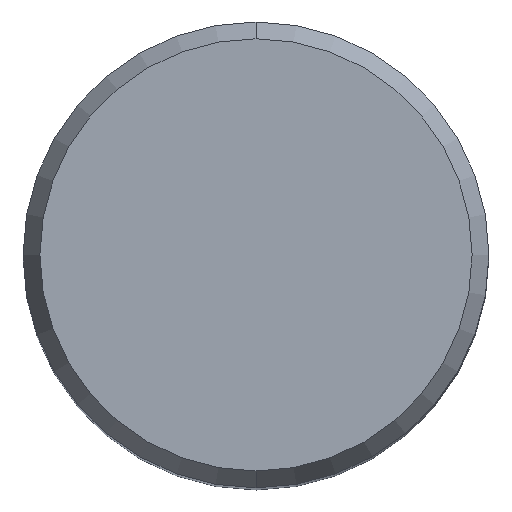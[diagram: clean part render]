
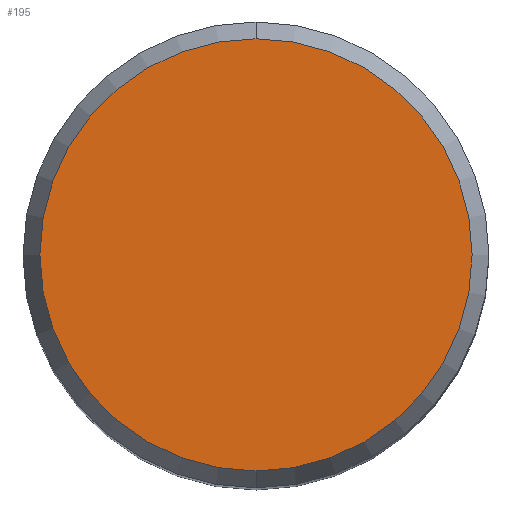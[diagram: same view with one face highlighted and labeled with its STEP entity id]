
A CAD part, top view. The second image highlights one B-rep face of the part: STEP entity #195.
In plain terms, the highlighted planar face has unit normal (0, 0, 1).
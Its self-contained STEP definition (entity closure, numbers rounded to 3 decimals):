
#113=EDGE_CURVE('',#207,#147,#266,.T.);
#135=EDGE_CURVE('',#147,#207,#289,.T.);
#147=VERTEX_POINT('',#301);
#195=ADVANCED_FACE('',(#358),#359,.T.);
#207=VERTEX_POINT('',#372);
#266=CIRCLE('',#432,8.837);
#289=CIRCLE('',#464,8.837);
#301=CARTESIAN_POINT('',(0.0,8.837,0.0));
#358=FACE_OUTER_BOUND('',#550,.T.);
#359=PLANE('',#551);
#372=CARTESIAN_POINT('',(0.,-8.837,0.0));
#432=AXIS2_PLACEMENT_3D('',#620,#621,#622);
#464=AXIS2_PLACEMENT_3D('',#639,#640,#641);
#550=EDGE_LOOP('',(#738,#739));
#551=AXIS2_PLACEMENT_3D('',#740,#741,#742);
#620=CARTESIAN_POINT('',(0.0,0.0,0.0));
#621=DIRECTION('',(0.0,0.0,-1.0));
#622=DIRECTION('',(0.0,1.0,0.0));
#639=CARTESIAN_POINT('',(0.0,0.0,0.0));
#640=DIRECTION('',(0.0,0.0,-1.0));
#641=DIRECTION('',(0.0,1.0,0.0));
#738=ORIENTED_EDGE('',*,*,#135,.F.);
#739=ORIENTED_EDGE('',*,*,#113,.F.);
#740=CARTESIAN_POINT('',(0.0,4.419,0.0));
#741=DIRECTION('',(-0.0,0.0,1.0));
#742=DIRECTION('',(0.0,-1.0,0.0));
